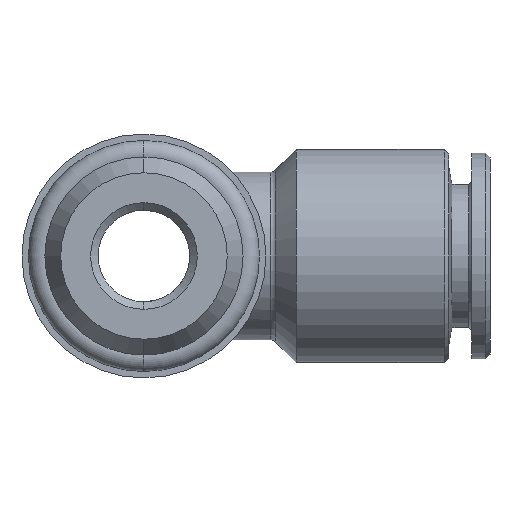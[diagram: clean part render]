
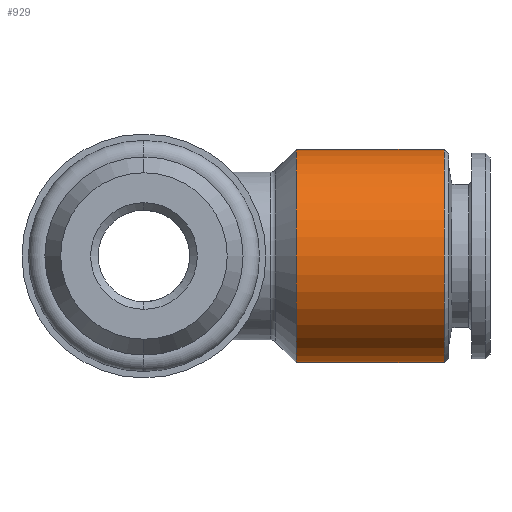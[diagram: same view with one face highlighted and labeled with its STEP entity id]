
A CAD part, front view. The second image highlights one B-rep face of the part: STEP entity #929.
In plain terms, the highlighted cylindrical face has radius 7 mm (diameter 14 mm), a partial arc.
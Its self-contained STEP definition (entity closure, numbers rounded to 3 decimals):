
#739 = VERTEX_POINT ( 'NONE', #1761 ) ;
#760 = VERTEX_POINT ( 'NONE', #1743 ) ;
#901 = ORIENTED_EDGE ( 'NONE', *, *, #951, .F. ) ;
#906 = EDGE_LOOP ( 'NONE', ( #937, #958, #945, #901 ) ) ;
#929 = ADVANCED_FACE ( 'NONE', ( #2876 ), #2873, .T. ) ;
#937 = ORIENTED_EDGE ( 'NONE', *, *, #1231, .F. ) ;
#938 = EDGE_CURVE ( 'NONE', #1254, #1253, #2858, .T. ) ;
#945 = ORIENTED_EDGE ( 'NONE', *, *, #1239, .T. ) ;
#951 = EDGE_CURVE ( 'NONE', #760, #739, #2729, .T. ) ;
#958 = ORIENTED_EDGE ( 'NONE', *, *, #938, .T. ) ;
#1231 = EDGE_CURVE ( 'NONE', #1254, #760, #4155, .T. ) ;
#1239 = EDGE_CURVE ( 'NONE', #1253, #739, #4328, .T. ) ;
#1253 = VERTEX_POINT ( 'NONE', #4320 ) ;
#1254 = VERTEX_POINT ( 'NONE', #4354 ) ;
#1743 = CARTESIAN_POINT ( 'NONE',  ( 10., 0., -7. ) ) ;
#1761 = CARTESIAN_POINT ( 'NONE',  ( 10., 0., 7. ) ) ;
#2689 = DIRECTION ( 'NONE',  ( 0., 0., -1. ) ) ;
#2690 = DIRECTION ( 'NONE',  ( -1., 0., 0. ) ) ;
#2716 = CARTESIAN_POINT ( 'NONE',  ( 10., 0., 0. ) ) ;
#2717 = AXIS2_PLACEMENT_3D ( 'NONE', #2716, #2690, #2689 ) ;
#2729 = CIRCLE ( 'NONE', #2717, 7. ) ;
#2845 = DIRECTION ( 'NONE',  ( 0., 0., 1. ) ) ;
#2846 = DIRECTION ( 'NONE',  ( -1., 0., 0. ) ) ;
#2847 = AXIS2_PLACEMENT_3D ( 'NONE', #2851, #2846, #2845 ) ;
#2851 = CARTESIAN_POINT ( 'NONE',  ( 0., 0., 0. ) ) ;
#2856 = DIRECTION ( 'NONE',  ( 0., 0., 1. ) ) ;
#2857 = AXIS2_PLACEMENT_3D ( 'NONE', #2878, #2888, #2856 ) ;
#2858 = CIRCLE ( 'NONE', #2857, 7. ) ;
#2873 = CYLINDRICAL_SURFACE ( 'NONE', #2847, 7. ) ;
#2876 = FACE_OUTER_BOUND ( 'NONE', #906, .T. ) ;
#2878 = CARTESIAN_POINT ( 'NONE',  ( 19.7, 0., 0. ) ) ;
#2888 = DIRECTION ( 'NONE',  ( -1., 0., 0. ) ) ;
#4152 = DIRECTION ( 'NONE',  ( -1., 0., 0. ) ) ;
#4153 = VECTOR ( 'NONE', #4152, 1000. ) ;
#4154 = CARTESIAN_POINT ( 'NONE',  ( 0., 0., -7. ) ) ;
#4155 = LINE ( 'NONE', #4154, #4153 ) ;
#4320 = CARTESIAN_POINT ( 'NONE',  ( 19.7, 0., 7. ) ) ;
#4327 = CARTESIAN_POINT ( 'NONE',  ( 0., 0., 7. ) ) ;
#4328 = LINE ( 'NONE', #4327, #4333 ) ;
#4333 = VECTOR ( 'NONE', #4334, 1000. ) ;
#4334 = DIRECTION ( 'NONE',  ( -1., 0., 0. ) ) ;
#4354 = CARTESIAN_POINT ( 'NONE',  ( 19.7, 0., -7. ) ) ;
